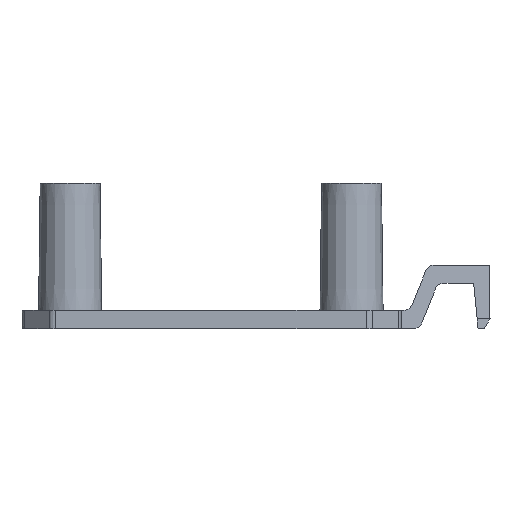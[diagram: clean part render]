
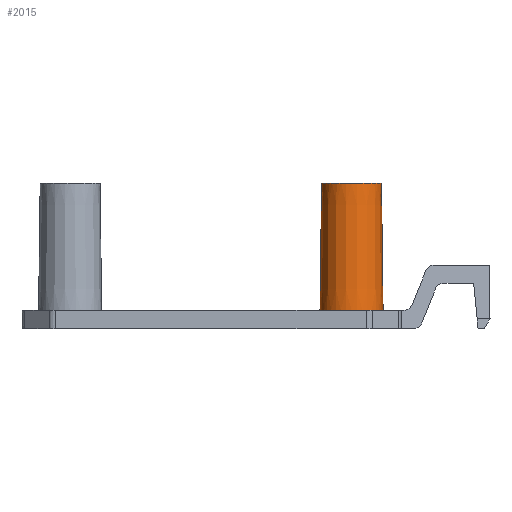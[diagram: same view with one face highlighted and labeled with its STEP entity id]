
A CAD part, front view. The second image highlights one B-rep face of the part: STEP entity #2015.
In plain terms, the highlighted conical face has half-angle 0.716 degrees and reference radius 3.5 mm.
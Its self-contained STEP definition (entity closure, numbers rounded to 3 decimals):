
#55 = EDGE_CURVE ( 'NONE', #572, #1326, #1576, .T. ) ;
#56 = DIRECTION ( 'NONE',  ( 0., 0., -1. ) ) ;
#149 = DIRECTION ( 'NONE',  ( -1., 0., 0. ) ) ;
#173 = ORIENTED_EDGE ( 'NONE', *, *, #1846, .T. ) ;
#198 = ORIENTED_EDGE ( 'NONE', *, *, #1496, .T. ) ;
#255 = LINE ( 'NONE', #1678, #1385 ) ;
#257 = CARTESIAN_POINT ( 'NONE',  ( 36.5, 5.5, 2. ) ) ;
#339 = DIRECTION ( 'NONE',  ( -1., 0., 0. ) ) ;
#340 = CARTESIAN_POINT ( 'NONE',  ( 36.5, 5.5, 0. ) ) ;
#358 = VECTOR ( 'NONE', #1365, 1000. ) ;
#377 = DIRECTION ( 'NONE',  ( 0., 0., -1. ) ) ;
#548 = VERTEX_POINT ( 'NONE', #722 ) ;
#572 = VERTEX_POINT ( 'NONE', #589 ) ;
#589 = CARTESIAN_POINT ( 'NONE',  ( 39.975, 5.5, 2. ) ) ;
#703 = FACE_OUTER_BOUND ( 'NONE', #1181, .T. ) ;
#722 = CARTESIAN_POINT ( 'NONE',  ( 33.2, 5.5, 16. ) ) ;
#745 = VERTEX_POINT ( 'NONE', #1882 ) ;
#756 = LINE ( 'NONE', #1382, #358 ) ;
#958 = DIRECTION ( 'NONE',  ( -1., 0., 0. ) ) ;
#965 = DIRECTION ( 'NONE',  ( 0., 0., -1. ) ) ;
#969 = CARTESIAN_POINT ( 'NONE',  ( 36.5, 5.5, 16. ) ) ;
#1044 = CONICAL_SURFACE ( 'NONE', #1609, 3.5, 0.012 ) ;
#1181 = EDGE_LOOP ( 'NONE', ( #1817, #173, #198, #1758 ) ) ;
#1319 = EDGE_CURVE ( 'NONE', #745, #572, #255, .T. ) ;
#1326 = VERTEX_POINT ( 'NONE', #1657 ) ;
#1365 = DIRECTION ( 'NONE',  ( -0.012, 0., -1. ) ) ;
#1382 = CARTESIAN_POINT ( 'NONE',  ( 33., 5.5, 0. ) ) ;
#1384 = AXIS2_PLACEMENT_3D ( 'NONE', #969, #965, #958 ) ;
#1385 = VECTOR ( 'NONE', #1670, 1000. ) ;
#1496 = EDGE_CURVE ( 'NONE', #548, #1326, #756, .T. ) ;
#1576 = CIRCLE ( 'NONE', #1823, 3.475 ) ;
#1609 = AXIS2_PLACEMENT_3D ( 'NONE', #340, #377, #339 ) ;
#1657 = CARTESIAN_POINT ( 'NONE',  ( 33.025, 5.5, 2. ) ) ;
#1670 = DIRECTION ( 'NONE',  ( 0.012, 0., -1. ) ) ;
#1678 = CARTESIAN_POINT ( 'NONE',  ( 40., 5.5, 0. ) ) ;
#1758 = ORIENTED_EDGE ( 'NONE', *, *, #55, .F. ) ;
#1817 = ORIENTED_EDGE ( 'NONE', *, *, #1319, .F. ) ;
#1823 = AXIS2_PLACEMENT_3D ( 'NONE', #257, #56, #149 ) ;
#1846 = EDGE_CURVE ( 'NONE', #745, #548, #2006, .T. ) ;
#1882 = CARTESIAN_POINT ( 'NONE',  ( 39.8, 5.5, 16. ) ) ;
#2006 = CIRCLE ( 'NONE', #1384, 3.3 ) ;
#2015 = ADVANCED_FACE ( 'NONE', ( #703 ), #1044, .T. ) ;
